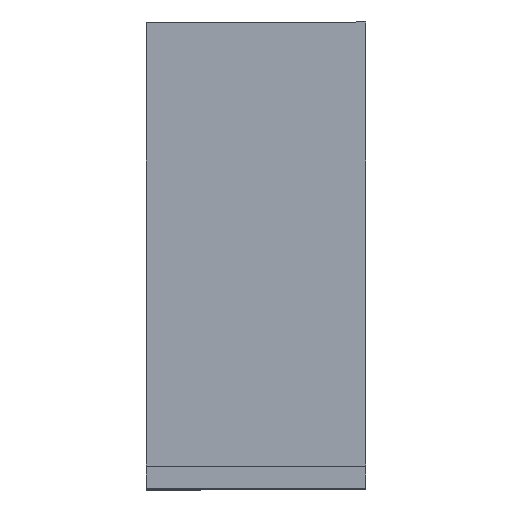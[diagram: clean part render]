
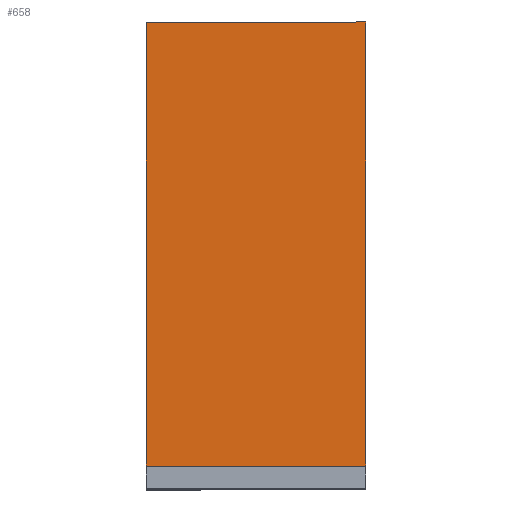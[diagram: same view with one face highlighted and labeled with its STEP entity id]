
A CAD part, top view. The second image highlights one B-rep face of the part: STEP entity #658.
In plain terms, the highlighted planar face has unit normal (0, 0, 1).
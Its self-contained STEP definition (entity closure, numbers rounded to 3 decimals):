
#41=FACE_OUTER_BOUND('',#79,.T.);
#79=EDGE_LOOP('',(#510,#511,#512,#513,#514,#515,#516,#517));
#143=LINE('',#1001,#230);
#160=LINE('',#1037,#247);
#161=LINE('',#1039,#248);
#162=LINE('',#1041,#249);
#163=LINE('',#1043,#250);
#164=LINE('',#1045,#251);
#165=LINE('',#1047,#252);
#166=LINE('',#1048,#253);
#230=VECTOR('',#807,10.);
#247=VECTOR('',#836,10.);
#248=VECTOR('',#837,5.76);
#249=VECTOR('',#838,10.);
#250=VECTOR('',#839,10.);
#251=VECTOR('',#840,10.);
#252=VECTOR('',#841,5.76);
#253=VECTOR('',#842,10.);
#313=VERTEX_POINT('',#998);
#314=VERTEX_POINT('',#1000);
#327=VERTEX_POINT('',#1036);
#328=VERTEX_POINT('',#1038);
#329=VERTEX_POINT('',#1040);
#330=VERTEX_POINT('',#1042);
#331=VERTEX_POINT('',#1044);
#332=VERTEX_POINT('',#1046);
#382=EDGE_CURVE('',#314,#313,#143,.T.);
#401=EDGE_CURVE('',#327,#313,#160,.T.);
#402=EDGE_CURVE('',#327,#328,#161,.T.);
#403=EDGE_CURVE('',#328,#329,#162,.T.);
#404=EDGE_CURVE('',#330,#329,#163,.T.);
#405=EDGE_CURVE('',#330,#331,#164,.T.);
#406=EDGE_CURVE('',#332,#331,#165,.T.);
#407=EDGE_CURVE('',#332,#314,#166,.T.);
#510=ORIENTED_EDGE('',*,*,#382,.T.);
#511=ORIENTED_EDGE('',*,*,#401,.F.);
#512=ORIENTED_EDGE('',*,*,#402,.T.);
#513=ORIENTED_EDGE('',*,*,#403,.T.);
#514=ORIENTED_EDGE('',*,*,#404,.F.);
#515=ORIENTED_EDGE('',*,*,#405,.T.);
#516=ORIENTED_EDGE('',*,*,#406,.F.);
#517=ORIENTED_EDGE('',*,*,#407,.T.);
#628=PLANE('',#719);
#658=ADVANCED_FACE('',(#41),#628,.T.);
#719=AXIS2_PLACEMENT_3D('',#1035,#834,#835);
#807=DIRECTION('',(-1.,0.,0.));
#834=DIRECTION('center_axis',(0.,0.,
1.));
#835=DIRECTION('ref_axis',(0.,-1.,0.));
#836=DIRECTION('',(0.,1.,0.));
#837=DIRECTION('',(0.,-1.,0.));
#838=DIRECTION('',(0.,-1.,0.));
#839=DIRECTION('',(-1.,0.,0.));
#840=DIRECTION('',(0.,1.,0.));
#841=DIRECTION('',(0.,-1.,0.));
#842=DIRECTION('',(0.,1.,0.));
#998=CARTESIAN_POINT('',(-40.,85.,-45.));
#1000=CARTESIAN_POINT('',(0.,85.,-45.));
#1001=CARTESIAN_POINT('',(-20.,85.,-45.));
#1035=CARTESIAN_POINT('Origin',(-20.,41.976,-45.));
#1036=CARTESIAN_POINT('',(-40.,77.,-45.));
#1037=CARTESIAN_POINT('',(-40.,20.988,-45.));
#1038=CARTESIAN_POINT('',(-40.,8.,-45.));
#1039=CARTESIAN_POINT('',(-40.,-10.096,-45.));
#1040=CARTESIAN_POINT('',(-40.,4.,-45.));
#1041=CARTESIAN_POINT('',(-40.,20.988,-45.));
#1042=CARTESIAN_POINT('',(0.,4.,-45.));
#1043=CARTESIAN_POINT('',(-20.,4.,-45.));
#1044=CARTESIAN_POINT('',(0.,8.,-45.));
#1045=CARTESIAN_POINT('',(0.,63.488,-45.));
#1046=CARTESIAN_POINT('',(0.,77.,-45.));
#1047=CARTESIAN_POINT('',(0.,-10.096,-45.));
#1048=CARTESIAN_POINT('',(0.,63.488,-45.));
